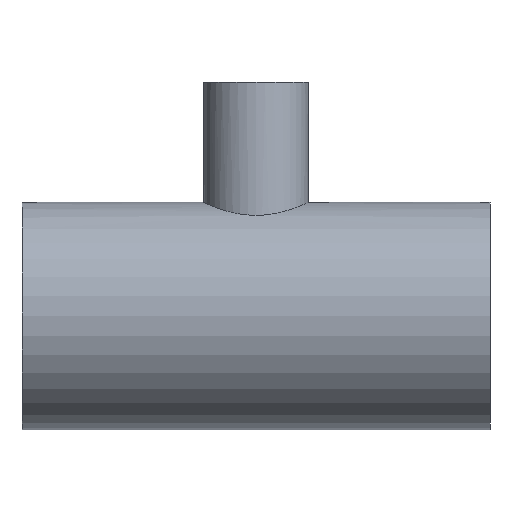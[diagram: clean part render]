
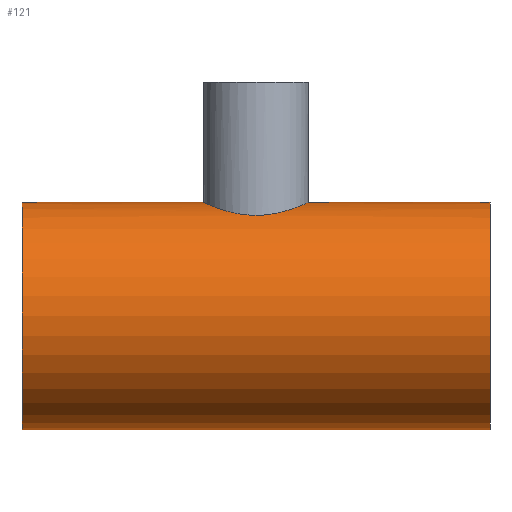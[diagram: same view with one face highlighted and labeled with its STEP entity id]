
A CAD part, front view. The second image highlights one B-rep face of the part: STEP entity #121.
In plain terms, the highlighted cylindrical face has radius 82.6 mm (diameter 165.2 mm), a full revolution.
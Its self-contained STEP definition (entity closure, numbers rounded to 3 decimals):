
#21=FACE_BOUND('',#39,.T.);
#28=FACE_OUTER_BOUND('',#38,.T.);
#38=EDGE_LOOP('',(#104,#105,#106,#107));
#39=EDGE_LOOP('',(#108,#109));
#46=CIRCLE('',#152,82.6);
#47=CIRCLE('',#154,82.6);
#51=LINE('',#350,#55);
#55=VECTOR('',#185,82.6);
#58=B_SPLINE_CURVE_WITH_KNOTS('',3,(#275,#276,#277,#278,#279,#280,#281,
#282,#283,#284,#285,#286,#287,#288,#289,#290,#291,#292),.UNSPECIFIED.,.F.,
 .F.,(4,2,2,2,2,2,2,2,4),(0.,0.731,1.463,2.194,
2.926,3.656,4.386,5.116,5.846),
 .UNSPECIFIED.);
#59=B_SPLINE_CURVE_WITH_KNOTS('',3,(#293,#294,#295,#296,#297,#298,#299,
#300,#301,#302,#303,#304,#305,#306,#307,#308,#309,#310,#311,#312,#313,#314,
#315,#316,#317,#318,#319,#320,#321,#322,#323,#324,#325,#326,#327,#328,#329,
#330,#331,#332,#333,#334,#335,#336,#337,#338,#339,#340,#341,#342),
 .UNSPECIFIED.,.F.,.F.,(4,2,2,2,2,2,2,2,2,2,2,2,2,2,2,2,2,2,2,2,2,2,2,2,
4),(5.846,6.576,7.307,8.037,
8.767,9.498,10.23,10.961,11.693,
12.424,13.156,13.887,14.619,15.349,
16.079,16.809,17.539,18.269,18.999,
19.729,20.459,21.191,21.922,22.654,
23.385),.UNSPECIFIED.);
#66=VERTEX_POINT('',#272);
#67=VERTEX_POINT('',#274);
#68=VERTEX_POINT('',#345);
#69=VERTEX_POINT('',#348);
#79=EDGE_CURVE('',#67,#66,#58,.T.);
#80=EDGE_CURVE('',#66,#67,#59,.T.);
#81=EDGE_CURVE('',#68,#68,#46,.T.);
#82=EDGE_CURVE('',#69,#69,#47,.T.);
#83=EDGE_CURVE('',#69,#68,#51,.T.);
#104=ORIENTED_EDGE('',*,*,#82,.F.);
#105=ORIENTED_EDGE('',*,*,#83,.T.);
#106=ORIENTED_EDGE('',*,*,#81,.F.);
#107=ORIENTED_EDGE('',*,*,#83,.F.);
#108=ORIENTED_EDGE('',*,*,#79,.T.);
#109=ORIENTED_EDGE('',*,*,#80,.T.);
#115=CYLINDRICAL_SURFACE('',#153,82.6);
#121=ADVANCED_FACE('',(#28,#21),#115,.T.);
#152=AXIS2_PLACEMENT_3D('',#346,#179,#180);
#153=AXIS2_PLACEMENT_3D('',#347,#181,#182);
#154=AXIS2_PLACEMENT_3D('',#349,#183,#184);
#179=DIRECTION('center_axis',(-1.,0.,0.));
#180=DIRECTION('ref_axis',(0.,1.,0.));
#181=DIRECTION('center_axis',(1.,0.,0.));
#182=DIRECTION('ref_axis',(0.,1.,0.));
#183=DIRECTION('center_axis',(1.,0.,0.));
#184=DIRECTION('ref_axis',(0.,1.,0.));
#185=DIRECTION('',(-1.,0.,0.));
#272=CARTESIAN_POINT('',(-38.15,0.,82.6));
#274=CARTESIAN_POINT('',(0.,-38.15,73.262));
#275=CARTESIAN_POINT('Ctrl Pts',(0.,-38.15,73.262));
#276=CARTESIAN_POINT('Ctrl Pts',(-2.438,-38.15,73.262));
#277=CARTESIAN_POINT('Ctrl Pts',(-4.945,-37.913,73.387));
#278=CARTESIAN_POINT('Ctrl Pts',(-9.905,-36.928,73.888));
#279=CARTESIAN_POINT('Ctrl Pts',(-12.359,-36.182,74.262));
#280=CARTESIAN_POINT('Ctrl Pts',(-17.044,-34.225,75.184));
#281=CARTESIAN_POINT('Ctrl Pts',(-19.281,-33.013,75.731));
#282=CARTESIAN_POINT('Ctrl Pts',(-23.409,-30.226,76.886));
#283=CARTESIAN_POINT('Ctrl Pts',(-25.301,-28.651,77.492));
#284=CARTESIAN_POINT('Ctrl Pts',(-28.648,-25.304,78.648));
#285=CARTESIAN_POINT('Ctrl Pts',(-30.223,-23.414,79.241));
#286=CARTESIAN_POINT('Ctrl Pts',(-33.011,-19.285,80.346));
#287=CARTESIAN_POINT('Ctrl Pts',(-34.224,-17.046,80.857));
#288=CARTESIAN_POINT('Ctrl Pts',(-36.183,-12.356,81.705));
#289=CARTESIAN_POINT('Ctrl Pts',(-36.93,-9.9,82.042));
#290=CARTESIAN_POINT('Ctrl Pts',(-37.913,-4.939,82.49));
#291=CARTESIAN_POINT('Ctrl Pts',(-38.15,-2.434,82.6));
#292=CARTESIAN_POINT('Ctrl Pts',(-38.15,0.,82.6));
#293=CARTESIAN_POINT('Ctrl Pts',(-38.15,0.,82.6));
#294=CARTESIAN_POINT('Ctrl Pts',(-38.15,2.434,82.6));
#295=CARTESIAN_POINT('Ctrl Pts',(-37.913,4.939,82.49));
#296=CARTESIAN_POINT('Ctrl Pts',(-36.93,9.9,82.042));
#297=CARTESIAN_POINT('Ctrl Pts',(-36.183,12.356,81.705));
#298=CARTESIAN_POINT('Ctrl Pts',(-34.224,17.046,80.857));
#299=CARTESIAN_POINT('Ctrl Pts',(-33.011,19.285,80.346));
#300=CARTESIAN_POINT('Ctrl Pts',(-30.223,23.414,79.241));
#301=CARTESIAN_POINT('Ctrl Pts',(-28.648,25.304,78.648));
#302=CARTESIAN_POINT('Ctrl Pts',(-25.301,28.651,77.492));
#303=CARTESIAN_POINT('Ctrl Pts',(-23.409,30.226,76.886));
#304=CARTESIAN_POINT('Ctrl Pts',(-19.281,33.013,75.731));
#305=CARTESIAN_POINT('Ctrl Pts',(-17.044,34.225,75.184));
#306=CARTESIAN_POINT('Ctrl Pts',(-12.359,36.182,74.262));
#307=CARTESIAN_POINT('Ctrl Pts',(-9.905,36.928,73.888));
#308=CARTESIAN_POINT('Ctrl Pts',(-4.945,37.913,73.387));
#309=CARTESIAN_POINT('Ctrl Pts',(-2.438,38.15,73.262));
#310=CARTESIAN_POINT('Ctrl Pts',(2.438,38.15,73.262));
#311=CARTESIAN_POINT('Ctrl Pts',(4.945,37.913,73.387));
#312=CARTESIAN_POINT('Ctrl Pts',(9.905,36.928,73.888));
#313=CARTESIAN_POINT('Ctrl Pts',(12.359,36.182,74.262));
#314=CARTESIAN_POINT('Ctrl Pts',(17.044,34.225,75.184));
#315=CARTESIAN_POINT('Ctrl Pts',(19.281,33.013,75.731));
#316=CARTESIAN_POINT('Ctrl Pts',(23.409,30.226,76.886));
#317=CARTESIAN_POINT('Ctrl Pts',(25.301,28.651,77.492));
#318=CARTESIAN_POINT('Ctrl Pts',(28.648,25.304,78.648));
#319=CARTESIAN_POINT('Ctrl Pts',(30.223,23.414,79.241));
#320=CARTESIAN_POINT('Ctrl Pts',(33.011,19.285,80.346));
#321=CARTESIAN_POINT('Ctrl Pts',(34.224,17.046,80.857));
#322=CARTESIAN_POINT('Ctrl Pts',(36.183,12.356,81.705));
#323=CARTESIAN_POINT('Ctrl Pts',(36.93,9.9,82.042));
#324=CARTESIAN_POINT('Ctrl Pts',(37.913,4.939,82.49));
#325=CARTESIAN_POINT('Ctrl Pts',(38.15,2.434,82.6));
#326=CARTESIAN_POINT('Ctrl Pts',(38.15,-2.434,82.6));
#327=CARTESIAN_POINT('Ctrl Pts',(37.913,-4.939,82.49));
#328=CARTESIAN_POINT('Ctrl Pts',(36.93,-9.9,82.042));
#329=CARTESIAN_POINT('Ctrl Pts',(36.183,-12.356,81.705));
#330=CARTESIAN_POINT('Ctrl Pts',(34.224,-17.046,80.857));
#331=CARTESIAN_POINT('Ctrl Pts',(33.011,-19.285,80.346));
#332=CARTESIAN_POINT('Ctrl Pts',(30.223,-23.414,79.241));
#333=CARTESIAN_POINT('Ctrl Pts',(28.648,-25.304,78.648));
#334=CARTESIAN_POINT('Ctrl Pts',(25.301,-28.651,77.492));
#335=CARTESIAN_POINT('Ctrl Pts',(23.409,-30.226,76.886));
#336=CARTESIAN_POINT('Ctrl Pts',(19.281,-33.013,75.731));
#337=CARTESIAN_POINT('Ctrl Pts',(17.044,-34.225,75.184));
#338=CARTESIAN_POINT('Ctrl Pts',(12.359,-36.182,74.262));
#339=CARTESIAN_POINT('Ctrl Pts',(9.905,-36.928,73.888));
#340=CARTESIAN_POINT('Ctrl Pts',(4.945,-37.913,73.387));
#341=CARTESIAN_POINT('Ctrl Pts',(2.438,-38.15,73.262));
#342=CARTESIAN_POINT('Ctrl Pts',(0.,-38.15,73.262));
#345=CARTESIAN_POINT('',(-170.,-82.6,0.));
#346=CARTESIAN_POINT('Origin',(-170.,0.,0.));
#347=CARTESIAN_POINT('Origin',(0.,0.,0.));
#348=CARTESIAN_POINT('',(170.,-82.6,0.));
#349=CARTESIAN_POINT('Origin',(170.,0.,0.));
#350=CARTESIAN_POINT('',(0.,-82.6,0.));
